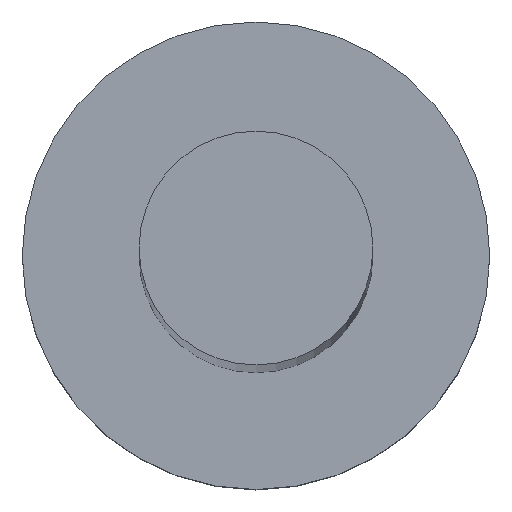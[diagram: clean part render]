
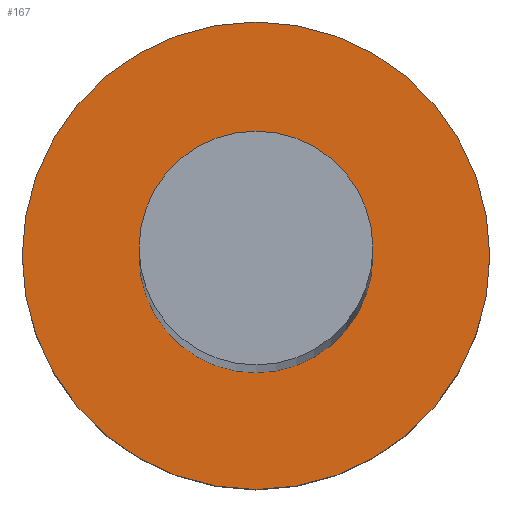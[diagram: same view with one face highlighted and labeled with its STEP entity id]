
A CAD part, top view. The second image highlights one B-rep face of the part: STEP entity #167.
In plain terms, the highlighted planar face has unit normal (0, 0, 1).
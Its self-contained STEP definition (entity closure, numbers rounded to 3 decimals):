
#2 = CIRCLE ( 'NONE', #215, 5. ) ;
#13 = CARTESIAN_POINT ( 'NONE',  ( 0., 0., 5. ) ) ;
#14 = FACE_OUTER_BOUND ( 'NONE', #243, .T. ) ;
#22 = EDGE_CURVE ( 'NONE', #133, #212, #195, .T. ) ;
#27 = DIRECTION ( 'NONE',  ( 0., 0., 1. ) ) ;
#41 = ORIENTED_EDGE ( 'NONE', *, *, #176, .F. ) ;
#47 = CARTESIAN_POINT ( 'NONE',  ( 5., 0., 5. ) ) ;
#55 = DIRECTION ( 'NONE',  ( 1., 0., 0. ) ) ;
#59 = VERTEX_POINT ( 'NONE', #191 ) ;
#68 = CIRCLE ( 'NONE', #226, 5. ) ;
#72 = CARTESIAN_POINT ( 'NONE',  ( 0., 0., 5. ) ) ;
#76 = ORIENTED_EDGE ( 'NONE', *, *, #153, .T. ) ;
#87 = DIRECTION ( 'NONE',  ( 1., 0., 0. ) ) ;
#100 = CIRCLE ( 'NONE', #189, 2.5 ) ;
#105 = DIRECTION ( 'NONE',  ( 0., 0., 1. ) ) ;
#117 = EDGE_LOOP ( 'NONE', ( #41, #237 ) ) ;
#127 = CARTESIAN_POINT ( 'NONE',  ( 2.5, 0., 5. ) ) ;
#129 = PLANE ( 'NONE',  #214 ) ;
#133 = VERTEX_POINT ( 'NONE', #127 ) ;
#150 = DIRECTION ( 'NONE',  ( 1., 0., 0. ) ) ;
#153 = EDGE_CURVE ( 'NONE', #164, #59, #68, .T. ) ;
#155 = CARTESIAN_POINT ( 'NONE',  ( 0., 0., 5. ) ) ;
#163 = DIRECTION ( 'NONE',  ( 0., 0., 1. ) ) ;
#164 = VERTEX_POINT ( 'NONE', #47 ) ;
#167 = ADVANCED_FACE ( 'NONE', ( #254, #14 ), #129, .T. ) ;
#176 = EDGE_CURVE ( 'NONE', #212, #133, #100, .T. ) ;
#183 = CARTESIAN_POINT ( 'NONE',  ( 0., 0., 5. ) ) ;
#187 = EDGE_CURVE ( 'NONE', #59, #164, #2, .T. ) ;
#189 = AXIS2_PLACEMENT_3D ( 'NONE', #255, #235, #150 ) ;
#191 = CARTESIAN_POINT ( 'NONE',  ( -5., 0., 5. ) ) ;
#192 = ORIENTED_EDGE ( 'NONE', *, *, #187, .T. ) ;
#195 = CIRCLE ( 'NONE', #206, 2.5 ) ;
#206 = AXIS2_PLACEMENT_3D ( 'NONE', #183, #163, #247 ) ;
#210 = DIRECTION ( 'NONE',  ( 0., 0., 1. ) ) ;
#212 = VERTEX_POINT ( 'NONE', #234 ) ;
#214 = AXIS2_PLACEMENT_3D ( 'NONE', #72, #210, #250 ) ;
#215 = AXIS2_PLACEMENT_3D ( 'NONE', #13, #27, #87 ) ;
#226 = AXIS2_PLACEMENT_3D ( 'NONE', #155, #105, #55 ) ;
#234 = CARTESIAN_POINT ( 'NONE',  ( -2.5, 0., 5. ) ) ;
#235 = DIRECTION ( 'NONE',  ( 0., 0., 1. ) ) ;
#237 = ORIENTED_EDGE ( 'NONE', *, *, #22, .F. ) ;
#243 = EDGE_LOOP ( 'NONE', ( #192, #76 ) ) ;
#247 = DIRECTION ( 'NONE',  ( 1., 0., 0. ) ) ;
#250 = DIRECTION ( 'NONE',  ( 1., 0., 0. ) ) ;
#254 = FACE_BOUND ( 'NONE', #117, .T. ) ;
#255 = CARTESIAN_POINT ( 'NONE',  ( 0., 0., 5. ) ) ;
